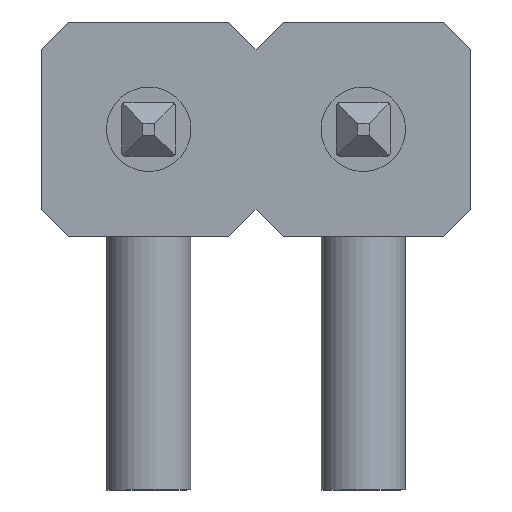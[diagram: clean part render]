
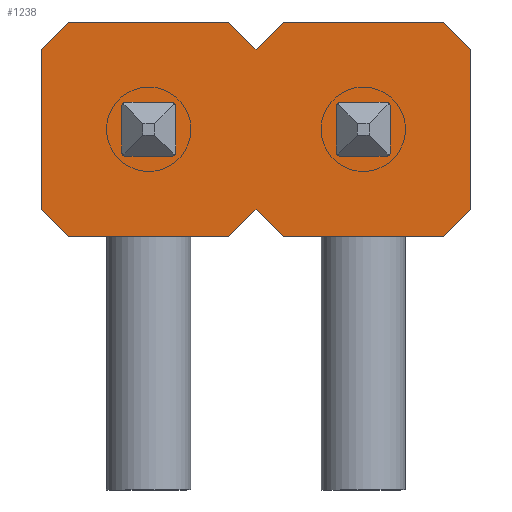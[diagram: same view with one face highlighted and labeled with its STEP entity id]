
A CAD part, front view. The second image highlights one B-rep face of the part: STEP entity #1238.
In plain terms, the highlighted face is planar.
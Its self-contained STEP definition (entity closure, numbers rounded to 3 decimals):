
#64=PLANE('',#1356);
#112=LINE('',#1879,#242);
#115=LINE('',#1883,#245);
#117=LINE('',#1886,#247);
#119=LINE('',#1889,#249);
#120=LINE('',#1891,#250);
#121=LINE('',#1896,#251);
#122=LINE('',#1900,#252);
#123=LINE('',#1904,#253);
#124=LINE('',#1907,#254);
#125=LINE('',#1910,#255);
#126=LINE('',#1912,#256);
#127=LINE('',#1914,#257);
#128=LINE('',#1916,#258);
#129=LINE('',#1918,#259);
#130=LINE('',#1920,#260);
#131=LINE('',#1922,#261);
#132=LINE('',#1924,#262);
#133=LINE('',#1926,#263);
#134=LINE('',#1928,#264);
#135=LINE('',#1930,#265);
#136=LINE('',#1932,#266);
#137=LINE('',#1934,#267);
#242=VECTOR('',#1499,1000.);
#245=VECTOR('',#1504,1000.);
#247=VECTOR('',#1508,1000.);
#249=VECTOR('',#1512,1000.);
#250=VECTOR('',#1515,1000.);
#251=VECTOR('',#1518,1000.);
#252=VECTOR('',#1521,1000.);
#253=VECTOR('',#1524,1000.);
#254=VECTOR('',#1527,1000.);
#255=VECTOR('',#1528,1000.);
#256=VECTOR('',#1529,1000.);
#257=VECTOR('',#1530,1000.);
#258=VECTOR('',#1531,1000.);
#259=VECTOR('',#1532,1000.);
#260=VECTOR('',#1533,1000.);
#261=VECTOR('',#1534,1000.);
#262=VECTOR('',#1535,1000.);
#263=VECTOR('',#1536,1000.);
#264=VECTOR('',#1537,1000.);
#265=VECTOR('',#1538,1000.);
#266=VECTOR('',#1539,1000.);
#267=VECTOR('',#1540,1000.);
#396=ORIENTED_EDGE('',*,*,#740,.F.);
#397=ORIENTED_EDGE('',*,*,#726,.T.);
#398=ORIENTED_EDGE('',*,*,#747,.F.);
#399=ORIENTED_EDGE('',*,*,#730,.T.);
#400=ORIENTED_EDGE('',*,*,#745,.F.);
#401=ORIENTED_EDGE('',*,*,#734,.T.);
#402=ORIENTED_EDGE('',*,*,#743,.F.);
#403=ORIENTED_EDGE('',*,*,#738,.T.);
#404=ORIENTED_EDGE('',*,*,#748,.F.);
#405=ORIENTED_EDGE('',*,*,#749,.T.);
#406=ORIENTED_EDGE('',*,*,#750,.F.);
#407=ORIENTED_EDGE('',*,*,#751,.T.);
#408=ORIENTED_EDGE('',*,*,#752,.F.);
#409=ORIENTED_EDGE('',*,*,#753,.T.);
#410=ORIENTED_EDGE('',*,*,#754,.F.);
#411=ORIENTED_EDGE('',*,*,#755,.T.);
#412=ORIENTED_EDGE('',*,*,#756,.T.);
#413=ORIENTED_EDGE('',*,*,#757,.T.);
#414=ORIENTED_EDGE('',*,*,#758,.T.);
#415=ORIENTED_EDGE('',*,*,#759,.T.);
#416=ORIENTED_EDGE('',*,*,#760,.T.);
#417=ORIENTED_EDGE('',*,*,#761,.T.);
#418=ORIENTED_EDGE('',*,*,#762,.T.);
#419=ORIENTED_EDGE('',*,*,#763,.T.);
#420=ORIENTED_EDGE('',*,*,#764,.T.);
#421=ORIENTED_EDGE('',*,*,#765,.T.);
#422=ORIENTED_EDGE('',*,*,#766,.T.);
#423=ORIENTED_EDGE('',*,*,#767,.T.);
#424=ORIENTED_EDGE('',*,*,#768,.T.);
#425=ORIENTED_EDGE('',*,*,#769,.T.);
#726=EDGE_CURVE('',#909,#908,#1027,.F.);
#730=EDGE_CURVE('',#913,#912,#1029,.F.);
#734=EDGE_CURVE('',#917,#916,#1031,.F.);
#738=EDGE_CURVE('',#921,#920,#1033,.F.);
#740=EDGE_CURVE('',#909,#920,#112,.T.);
#743=EDGE_CURVE('',#921,#916,#115,.T.);
#745=EDGE_CURVE('',#917,#912,#117,.T.);
#747=EDGE_CURVE('',#913,#908,#119,.T.);
#748=EDGE_CURVE('',#922,#923,#120,.T.);
#749=EDGE_CURVE('',#922,#924,#1034,.F.);
#750=EDGE_CURVE('',#925,#924,#121,.T.);
#751=EDGE_CURVE('',#925,#926,#1035,.F.);
#752=EDGE_CURVE('',#927,#926,#122,.T.);
#753=EDGE_CURVE('',#927,#928,#1036,.F.);
#754=EDGE_CURVE('',#929,#928,#123,.T.);
#755=EDGE_CURVE('',#929,#923,#1037,.F.);
#756=EDGE_CURVE('',#930,#931,#124,.T.);
#757=EDGE_CURVE('',#931,#932,#125,.T.);
#758=EDGE_CURVE('',#932,#933,#126,.T.);
#759=EDGE_CURVE('',#933,#934,#127,.F.);
#760=EDGE_CURVE('',#934,#935,#128,.T.);
#761=EDGE_CURVE('',#935,#936,#129,.F.);
#762=EDGE_CURVE('',#936,#937,#130,.T.);
#763=EDGE_CURVE('',#937,#938,#131,.T.);
#764=EDGE_CURVE('',#938,#939,#132,.T.);
#765=EDGE_CURVE('',#939,#940,#133,.T.);
#766=EDGE_CURVE('',#940,#941,#134,.F.);
#767=EDGE_CURVE('',#941,#942,#135,.T.);
#768=EDGE_CURVE('',#942,#943,#136,.F.);
#769=EDGE_CURVE('',#943,#930,#137,.T.);
#908=VERTEX_POINT('',#1847);
#909=VERTEX_POINT('',#1849);
#912=VERTEX_POINT('',#1856);
#913=VERTEX_POINT('',#1858);
#916=VERTEX_POINT('',#1865);
#917=VERTEX_POINT('',#1867);
#920=VERTEX_POINT('',#1874);
#921=VERTEX_POINT('',#1876);
#922=VERTEX_POINT('',#1892);
#923=VERTEX_POINT('',#1893);
#924=VERTEX_POINT('',#1895);
#925=VERTEX_POINT('',#1897);
#926=VERTEX_POINT('',#1899);
#927=VERTEX_POINT('',#1901);
#928=VERTEX_POINT('',#1903);
#929=VERTEX_POINT('',#1905);
#930=VERTEX_POINT('',#1908);
#931=VERTEX_POINT('',#1909);
#932=VERTEX_POINT('',#1911);
#933=VERTEX_POINT('',#1913);
#934=VERTEX_POINT('',#1915);
#935=VERTEX_POINT('',#1917);
#936=VERTEX_POINT('',#1919);
#937=VERTEX_POINT('',#1921);
#938=VERTEX_POINT('',#1923);
#939=VERTEX_POINT('',#1925);
#940=VERTEX_POINT('',#1927);
#941=VERTEX_POINT('',#1929);
#942=VERTEX_POINT('',#1931);
#943=VERTEX_POINT('',#1933);
#1027=CIRCLE('',#1342,0.05);
#1029=CIRCLE('',#1345,0.05);
#1031=CIRCLE('',#1348,0.05);
#1033=CIRCLE('',#1351,0.05);
#1034=CIRCLE('',#1357,0.05);
#1035=CIRCLE('',#1358,0.05);
#1036=CIRCLE('',#1359,0.05);
#1037=CIRCLE('',#1360,0.05);
#1070=EDGE_LOOP('',(#396,#397,#398,#399,#400,#401,#402,#403));
#1071=EDGE_LOOP('',(#404,#405,#406,#407,#408,#409,#410,#411));
#1072=EDGE_LOOP('',(#412,#413,#414,#415,#416,#417,#418,#419,#420,#421,#422,
#423,#424,#425));
#1144=FACE_BOUND('',#1070,.T.);
#1145=FACE_BOUND('',#1071,.T.);
#1146=FACE_BOUND('',#1072,.T.);
#1238=ADVANCED_FACE('',(#1144,#1145,#1146),#64,.T.);
#1342=AXIS2_PLACEMENT_3D('',#1848,#1470,#1471);
#1345=AXIS2_PLACEMENT_3D('',#1857,#1478,#1479);
#1348=AXIS2_PLACEMENT_3D('',#1866,#1486,#1487);
#1351=AXIS2_PLACEMENT_3D('',#1875,#1494,#1495);
#1356=AXIS2_PLACEMENT_3D('',#1890,#1513,#1514);
#1357=AXIS2_PLACEMENT_3D('',#1894,#1516,#1517);
#1358=AXIS2_PLACEMENT_3D('',#1898,#1519,#1520);
#1359=AXIS2_PLACEMENT_3D('',#1902,#1522,#1523);
#1360=AXIS2_PLACEMENT_3D('',#1906,#1525,#1526);
#1470=DIRECTION('',(0.,0.,1.));
#1471=DIRECTION('',(1.,0.,0.));
#1478=DIRECTION('',(0.,0.,1.));
#1479=DIRECTION('',(1.,0.,0.));
#1486=DIRECTION('',(0.,0.,1.));
#1487=DIRECTION('',(1.,0.,0.));
#1494=DIRECTION('',(0.,0.,1.));
#1495=DIRECTION('',(1.,0.,0.));
#1499=DIRECTION('',(0.,-1.,0.));
#1504=DIRECTION('',(1.,0.,0.));
#1508=DIRECTION('',(0.,1.,0.));
#1512=DIRECTION('',(-1.,0.,0.));
#1513=DIRECTION('',(0.,0.,1.));
#1514=DIRECTION('',(1.,0.,0.));
#1515=DIRECTION('',(0.,-1.,0.));
#1516=DIRECTION('',(0.,0.,1.));
#1517=DIRECTION('',(1.,0.,0.));
#1518=DIRECTION('',(-1.,0.,0.));
#1519=DIRECTION('',(0.,0.,1.));
#1520=DIRECTION('',(1.,0.,0.));
#1521=DIRECTION('',(0.,1.,0.));
#1522=DIRECTION('',(0.,0.,1.));
#1523=DIRECTION('',(1.,0.,0.));
#1524=DIRECTION('',(1.,0.,0.));
#1525=DIRECTION('',(0.,0.,1.));
#1526=DIRECTION('',(1.,0.,0.));
#1527=DIRECTION('',(-0.707,-0.707,0.));
#1528=DIRECTION('',(-0.707,0.707,0.));
#1529=DIRECTION('',(-1.,0.,0.));
#1530=DIRECTION('',(0.707,0.707,0.));
#1531=DIRECTION('',(0.,-1.,0.));
#1532=DIRECTION('',(-0.707,0.707,0.));
#1533=DIRECTION('',(1.,0.,0.));
#1534=DIRECTION('',(0.707,0.707,0.));
#1535=DIRECTION('',(0.707,-0.707,0.));
#1536=DIRECTION('',(1.,0.,0.));
#1537=DIRECTION('',(-0.707,-0.707,0.));
#1538=DIRECTION('',(0.,1.,0.));
#1539=DIRECTION('',(0.707,-0.707,0.));
#1540=DIRECTION('',(-1.,0.,0.));
#1847=CARTESIAN_POINT('',(3.54,1.59,2.54));
#1848=CARTESIAN_POINT('',(3.54,1.54,2.54));
#1849=CARTESIAN_POINT('',(3.49,1.54,2.54));
#1856=CARTESIAN_POINT('',(4.13,1.54,2.54));
#1857=CARTESIAN_POINT('',(4.08,1.54,2.54));
#1858=CARTESIAN_POINT('',(4.08,1.59,2.54));
#1865=CARTESIAN_POINT('',(4.08,0.95,2.54));
#1866=CARTESIAN_POINT('',(4.08,1.,2.54));
#1867=CARTESIAN_POINT('',(4.13,1.,2.54));
#1874=CARTESIAN_POINT('',(3.49,1.,2.54));
#1875=CARTESIAN_POINT('',(3.54,1.,2.54));
#1876=CARTESIAN_POINT('',(3.54,0.95,2.54));
#1879=CARTESIAN_POINT('',(3.49,1.59,2.54));
#1883=CARTESIAN_POINT('',(3.49,0.95,2.54));
#1886=CARTESIAN_POINT('',(4.13,0.95,2.54));
#1889=CARTESIAN_POINT('',(4.13,1.59,2.54));
#1890=CARTESIAN_POINT('',(0.,0.,2.54));
#1891=CARTESIAN_POINT('',(0.95,1.59,2.54));
#1892=CARTESIAN_POINT('',(0.95,1.54,2.54));
#1893=CARTESIAN_POINT('',(0.95,1.,2.54));
#1894=CARTESIAN_POINT('',(1.,1.54,2.54));
#1895=CARTESIAN_POINT('',(1.,1.59,2.54));
#1896=CARTESIAN_POINT('',(1.59,1.59,2.54));
#1897=CARTESIAN_POINT('',(1.54,1.59,2.54));
#1898=CARTESIAN_POINT('',(1.54,1.54,2.54));
#1899=CARTESIAN_POINT('',(1.59,1.54,2.54));
#1900=CARTESIAN_POINT('',(1.59,0.95,2.54));
#1901=CARTESIAN_POINT('',(1.59,1.,2.54));
#1902=CARTESIAN_POINT('',(1.54,1.,2.54));
#1903=CARTESIAN_POINT('',(1.54,0.95,2.54));
#1904=CARTESIAN_POINT('',(0.95,0.95,2.54));
#1905=CARTESIAN_POINT('',(1.,0.95,2.54));
#1906=CARTESIAN_POINT('',(1.,1.,2.54));
#1907=CARTESIAN_POINT('',(2.86,2.54,2.54));
#1908=CARTESIAN_POINT('',(2.86,2.54,2.54));
#1909=CARTESIAN_POINT('',(2.54,2.22,2.54));
#1910=CARTESIAN_POINT('',(2.54,2.22,2.54));
#1911=CARTESIAN_POINT('',(2.22,2.54,2.54));
#1912=CARTESIAN_POINT('',(5.08,2.54,2.54));
#1913=CARTESIAN_POINT('',(0.32,2.54,2.54));
#1914=CARTESIAN_POINT('',(-1.11,1.11,2.54));
#1915=CARTESIAN_POINT('',(0.,2.22,2.54));
#1916=CARTESIAN_POINT('',(0.,2.54,2.54));
#1917=CARTESIAN_POINT('',(0.,0.32,2.54));
#1918=CARTESIAN_POINT('',(0.16,0.16,2.54));
#1919=CARTESIAN_POINT('',(0.32,0.,2.54));
#1920=CARTESIAN_POINT('',(0.,0.,2.54));
#1921=CARTESIAN_POINT('',(2.22,0.,2.54));
#1922=CARTESIAN_POINT('',(2.22,0.,2.54));
#1923=CARTESIAN_POINT('',(2.54,0.32,2.54));
#1924=CARTESIAN_POINT('',(2.54,0.32,2.54));
#1925=CARTESIAN_POINT('',(2.86,0.,2.54));
#1926=CARTESIAN_POINT('',(0.,0.,2.54));
#1927=CARTESIAN_POINT('',(4.76,0.,2.54));
#1928=CARTESIAN_POINT('',(2.38,-2.38,2.54));
#1929=CARTESIAN_POINT('',(5.08,0.32,2.54));
#1930=CARTESIAN_POINT('',(5.08,0.,2.54));
#1931=CARTESIAN_POINT('',(5.08,2.22,2.54));
#1932=CARTESIAN_POINT('',(3.65,3.65,2.54));
#1933=CARTESIAN_POINT('',(4.76,2.54,2.54));
#1934=CARTESIAN_POINT('',(5.08,2.54,2.54));
